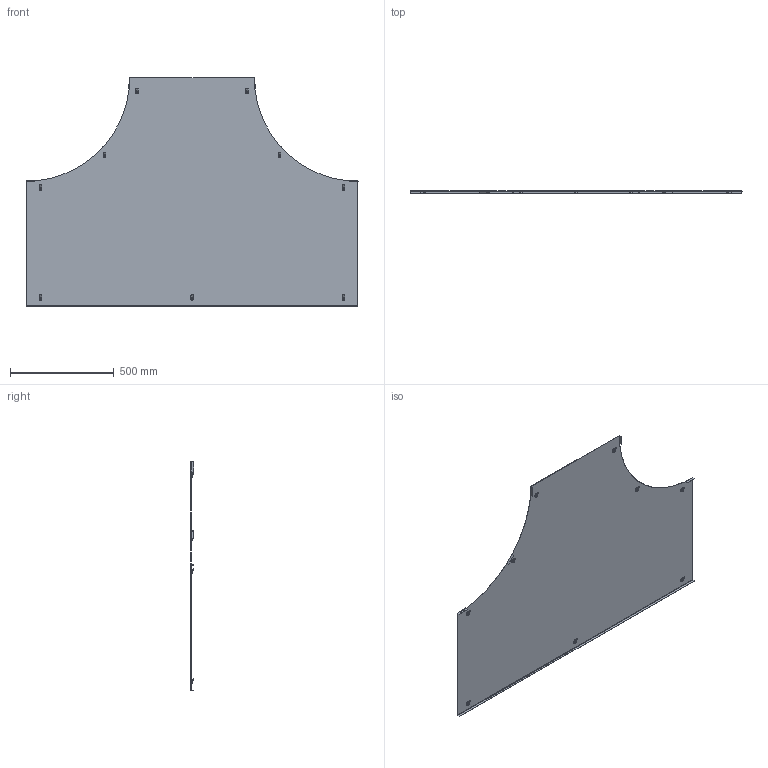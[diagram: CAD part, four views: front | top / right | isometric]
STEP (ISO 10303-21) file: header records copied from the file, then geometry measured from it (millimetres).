
FILE_DESCRIPTION((''),'2;1');
FILE_NAME('6231705_ASM','2013-01-29T',('AndreasKeweloh'),(''),'PRO/ENGINEER BY PARAMETRIC TECHNOLOGY CORPORATION, 2012360','PRO/ENGINEER BY PARAMETRIC TECHNOLOGY CORPORATION, 2012360','');
FILE_SCHEMA(('CONFIG_CONTROL_DESIGN'));
Length unit declared in the file: millimetre
Products named in the file (5): 6231705_DECKEL; KTS_08_081-003; KTS_08_082-005; KTS_08_080-022_ASM; 6231705_ASM
Assembly tree (12 placements, depth 3):
  6231705_ASM
    6231705_DECKEL
    KTS_08_080-022_ASM  x9
      KTS_08_081-003
      KTS_08_082-005
Bounding box: 1600.02 x 16.98 x 1102.01 mm (x, y, z)
Volume: 1409412.1 mm3; surface area: 2809659.2 mm2
Topology: 19 solids, 19 shells, 1071 faces, 2917 edges, 1911 vertices
Faces by surface type: plane 478, cylinder 360, cone 99, torus 63, bspline 62, extrusion 9
Entity records: 6885 total; most frequent: CARTESIAN_POINT 1829, DIRECTION 1056, ORIENTED_EDGE 1018, EDGE_CURVE 509, AXIS2_PLACEMENT_3D 393, VERTEX_POINT 319, VECTOR 270, LINE 269
